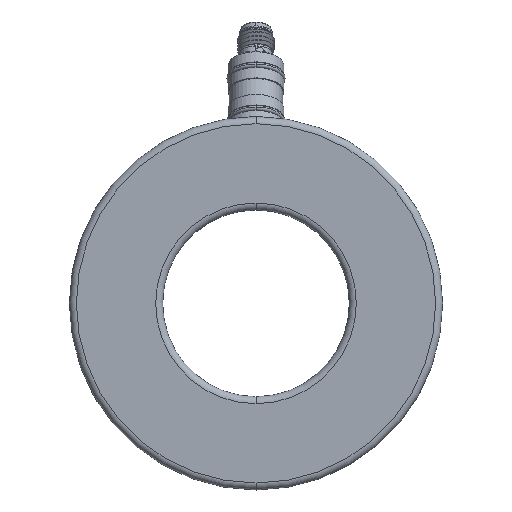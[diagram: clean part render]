
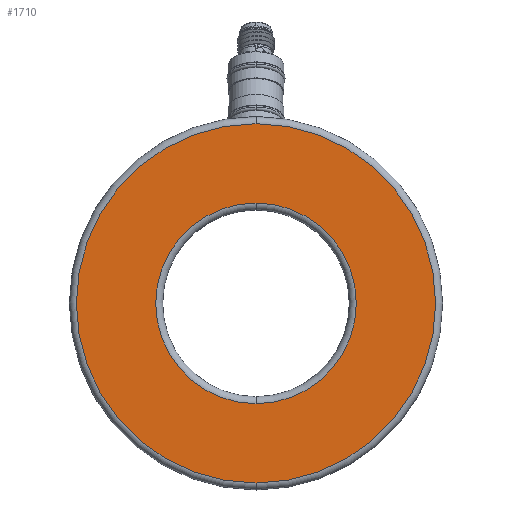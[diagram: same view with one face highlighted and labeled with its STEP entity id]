
A CAD part, front view. The second image highlights one B-rep face of the part: STEP entity #1710.
In plain terms, the highlighted planar face has unit normal (0, -1, 0).
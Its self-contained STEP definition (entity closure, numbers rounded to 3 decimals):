
#174 = DIRECTION ( 'NONE',  ( 0., 0., 1. ) ) ;
#199 = CARTESIAN_POINT ( 'NONE',  ( 0., -23.5, 21.5 ) ) ;
#210 = CIRCLE ( 'NONE', #2899, 21.5 ) ;
#246 = VERTEX_POINT ( 'NONE', #1099 ) ;
#370 = CARTESIAN_POINT ( 'NONE',  ( 0., -23.5, 38.5 ) ) ;
#416 = FACE_OUTER_BOUND ( 'NONE', #1202, .T. ) ;
#793 = PLANE ( 'NONE',  #3656 ) ;
#820 = CARTESIAN_POINT ( 'NONE',  ( 0., -23.5, 0. ) ) ;
#876 = CARTESIAN_POINT ( 'NONE',  ( 0., -23.5, 0. ) ) ;
#994 = DIRECTION ( 'NONE',  ( 0., -1., 0. ) ) ;
#1018 = CARTESIAN_POINT ( 'NONE',  ( 0., -23.5, 0. ) ) ;
#1084 = DIRECTION ( 'NONE',  ( 0., 0., 1. ) ) ;
#1099 = CARTESIAN_POINT ( 'NONE',  ( 0., -23.5, -38.5 ) ) ;
#1133 = DIRECTION ( 'NONE',  ( 0., -1., 0. ) ) ;
#1202 = EDGE_LOOP ( 'NONE', ( #3217, #2018 ) ) ;
#1407 = EDGE_CURVE ( 'NONE', #2367, #3701, #2299, .T. ) ;
#1710 = ADVANCED_FACE ( 'NONE', ( #5213, #416 ), #793, .F. ) ;
#1810 = CARTESIAN_POINT ( 'NONE',  ( 0., -23.5, 0. ) ) ;
#1923 = DIRECTION ( 'NONE',  ( 0., 0., 1. ) ) ;
#1967 = AXIS2_PLACEMENT_3D ( 'NONE', #1018, #994, #1084 ) ;
#2018 = ORIENTED_EDGE ( 'NONE', *, *, #3257, .T. ) ;
#2207 = AXIS2_PLACEMENT_3D ( 'NONE', #876, #2974, #3269 ) ;
#2299 = CIRCLE ( 'NONE', #2207, 21.5 ) ;
#2367 = VERTEX_POINT ( 'NONE', #199 ) ;
#2897 = CARTESIAN_POINT ( 'NONE',  ( 0., -23.5, -21.5 ) ) ;
#2899 = AXIS2_PLACEMENT_3D ( 'NONE', #1810, #3363, #174 ) ;
#2974 = DIRECTION ( 'NONE',  ( 0., 1., 0. ) ) ;
#2990 = ORIENTED_EDGE ( 'NONE', *, *, #1407, .T. ) ;
#3012 = VERTEX_POINT ( 'NONE', #370 ) ;
#3025 = EDGE_CURVE ( 'NONE', #3012, #246, #3998, .T. ) ;
#3063 = AXIS2_PLACEMENT_3D ( 'NONE', #3526, #1133, #4380 ) ;
#3217 = ORIENTED_EDGE ( 'NONE', *, *, #3025, .T. ) ;
#3257 = EDGE_CURVE ( 'NONE', #246, #3012, #3322, .T. ) ;
#3269 = DIRECTION ( 'NONE',  ( 0., 0., 1. ) ) ;
#3322 = CIRCLE ( 'NONE', #1967, 38.5 ) ;
#3363 = DIRECTION ( 'NONE',  ( 0., 1., 0. ) ) ;
#3526 = CARTESIAN_POINT ( 'NONE',  ( 0., -23.5, 0. ) ) ;
#3572 = ORIENTED_EDGE ( 'NONE', *, *, #4535, .T. ) ;
#3656 = AXIS2_PLACEMENT_3D ( 'NONE', #820, #4782, #1923 ) ;
#3701 = VERTEX_POINT ( 'NONE', #2897 ) ;
#3706 = EDGE_LOOP ( 'NONE', ( #2990, #3572 ) ) ;
#3998 = CIRCLE ( 'NONE', #3063, 38.5 ) ;
#4380 = DIRECTION ( 'NONE',  ( 0., 0., 1. ) ) ;
#4535 = EDGE_CURVE ( 'NONE', #3701, #2367, #210, .T. ) ;
#4782 = DIRECTION ( 'NONE',  ( 0., 1., 0. ) ) ;
#5213 = FACE_BOUND ( 'NONE', #3706, .T. ) ;
